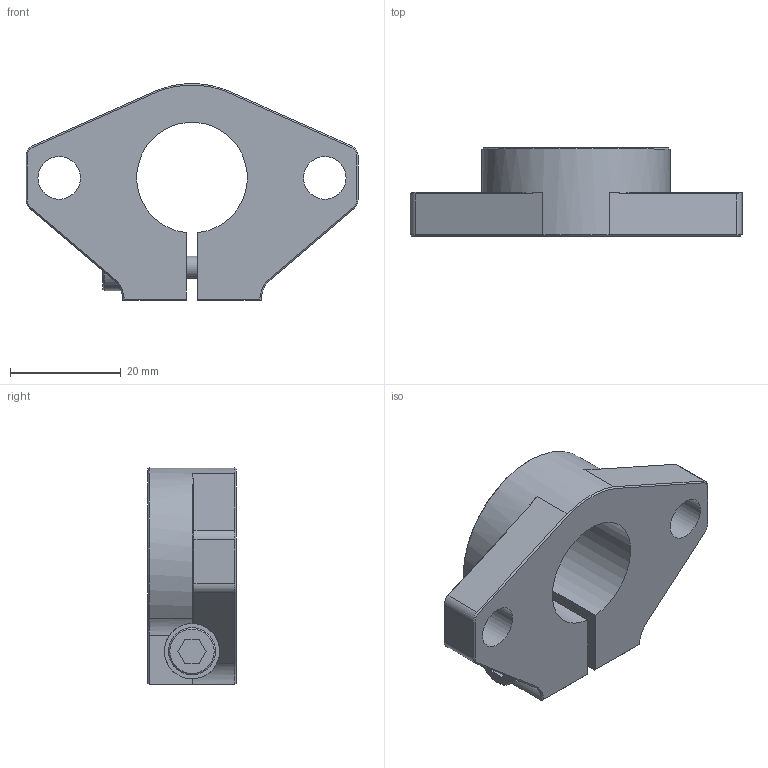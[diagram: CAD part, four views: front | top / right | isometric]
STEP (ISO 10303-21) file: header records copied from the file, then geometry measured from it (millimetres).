
FILE_DESCRIPTION(/* description */ ('Alibre Inc.'),/* implementation_level */ '2;1');
FILE_NAME(/* name */ 'export0',/* time_stamp */ '2015-01-05T14:42:44+01:00',/* author */ (''),/* organization */ (''),/* preprocessor_version */ 'ST-DEVELOPER v14',/* originating_system */ 'Alibre',/* authorisation */ '');
FILE_SCHEMA (('AUTOMOTIVE_DESIGN'));
Length unit declared in the file: centimetre
Bounding box: 60 x 16 x 39.19 mm (x, y, z)
Volume: 15762.5 mm3; surface area: 7251.3 mm2
Topology: 1 solids, 1 shells, 79 faces, 196 edges, 122 vertices
Faces by surface type: plane 47, cylinder 17, cone 15
Full cylindrical faces by diameter (mm): 4 x1, 5 x2, 7.7 x2, 8.5 x1, 10 x1
Entity records: 2205 total; most frequent: CARTESIAN_POINT 414, ORIENTED_EDGE 362, DIRECTION 334, EDGE_CURVE 181, AXIS2_PLACEMENT_3D 133, VERTEX_POINT 117, VECTOR 112, LINE 112
